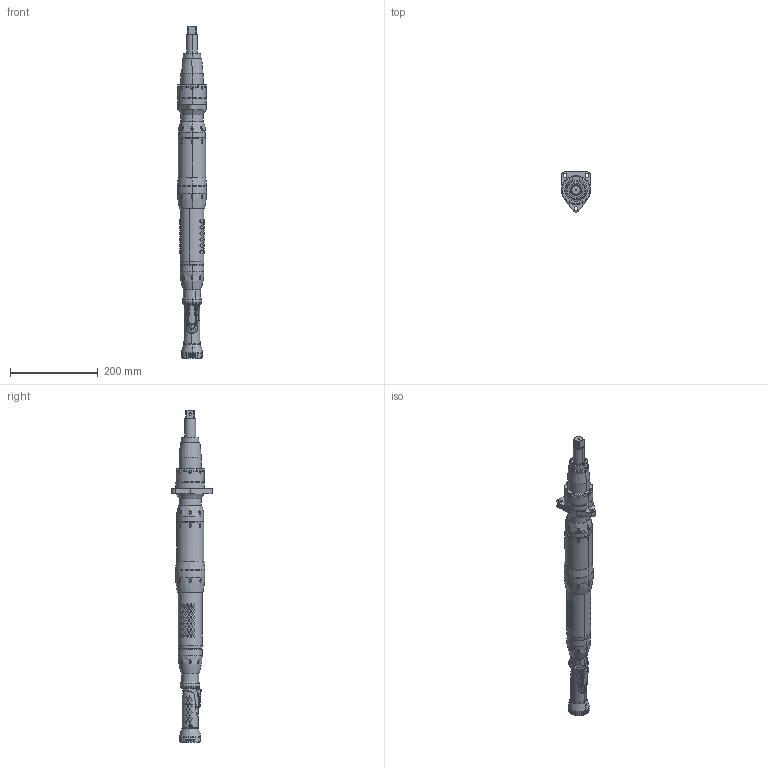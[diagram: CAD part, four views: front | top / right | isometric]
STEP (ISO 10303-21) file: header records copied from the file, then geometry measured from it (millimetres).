
FILE_DESCRIPTION((''),'2;1');
FILE_NAME('8433218146_DIM_ASM','2016-12-06T',('toocsr'),(''),'CREO PARAMETRIC BY PTC INC, 2016260','CREO PARAMETRIC BY PTC INC, 2016260','');
FILE_SCHEMA(('CONFIG_CONTROL_DESIGN','GEOMETRIC_VALIDATION_PROPERTIES_MIM'));
Products named in the file (39): 4220232200; 4220241310; 4220241380_ASM; 4220230300; 4220502203; 4220247382_ASM; 4220247384_ASM; 4220247383_ASM; 4220247381_ASM; 4220230086_ASM; 4220232310; 4220249500_SPEC; 4220232380_ASM; 4220232603; 4220261601; 4220125604; 4220232683_ASM; 4220232402; 4220232100; 4224230103_ASM; 4220340205; 4220237108; 4220357080_ASM; 4220362181_ASM; 4224210900_ASM; 4220348900; 4220334006; 4224223900_ASM; 4220357200; 4220344800; 4220357280_ASM; 4220356600; 0666810010; 4220117400; 4090030300; 4220117300; 4224251600_ASM; 4220357501; 8433218146_DIM_ASM
Assembly tree (42 placements, depth 5):
  8433218146_DIM_ASM
    4224230103_ASM
      4220232200
      4220241380_ASM
        4220241310
      4220230086_ASM
        4220230300
        4220247382_ASM
          4220502203
        4220247384_ASM
          4220502203
        4220247383_ASM
          4220502203
        4220247381_ASM
          4220502203
      4220232380_ASM
        4220232310
        4220249500_SPEC
      4220232683_ASM
        4220232603
        4220261601
        4220125604  x2
      4220232402
      4220232100
    4220340205
    4224210900_ASM
      4220362181_ASM
        4220357080_ASM
          4220237108
    4220348900
    4224223900_ASM
      4220334006
    4220357280_ASM
      4220357200
      4220344800
    4224251600_ASM
      4220356600
      0666810010
      4220117400
      4090030300
      4220117300
    4220357501
Bounding box: 66 x 91.72 x 755.59 mm (x, y, z)
Volume: 567657.2 mm3; surface area: 339591.1 mm2
Topology: 27 solids, 27 shells, 4602 faces, 11977 edges, 7744 vertices
Faces by surface type: plane 1672, bspline 1121, cylinder 868, cone 483, torus 223, extrusion 204, revolution 17, sphere 14
Entity records: 230703 total; most frequent: CARTESIAN_POINT 98155, ORIENTED_EDGE 22080, DIRECTION 15116, PRESENTATION_STYLE_ASSIGNMENT 11288, STYLED_ITEM 11264, EDGE_CURVE 11040, CURVE_STYLE 10695, VERTEX_POINT 7175
